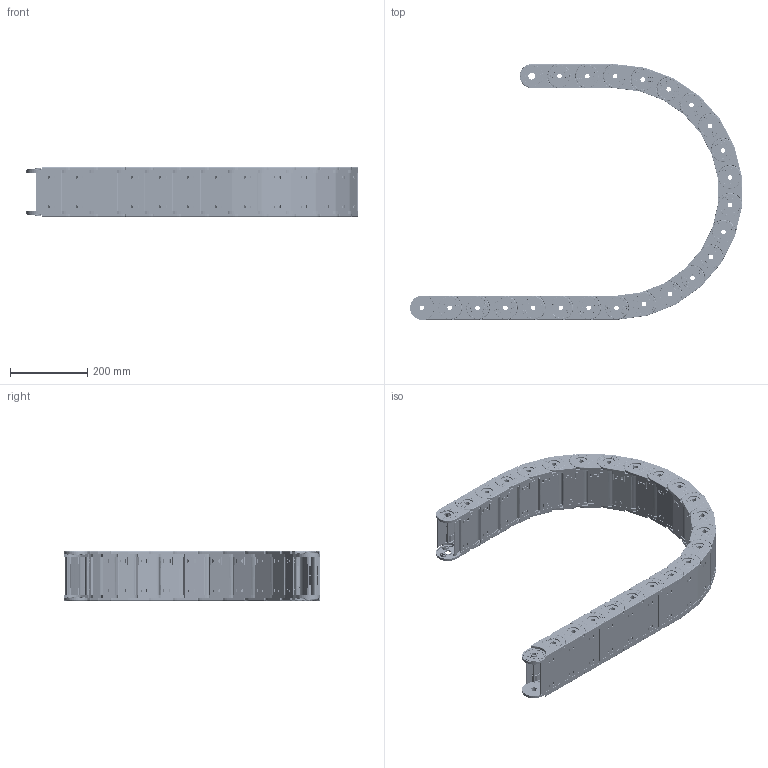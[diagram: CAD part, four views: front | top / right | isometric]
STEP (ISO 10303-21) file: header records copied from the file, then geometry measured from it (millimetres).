
FILE_DESCRIPTION (( 'STEP AP214' ), '1' );
FILE_NAME ('CK40-K100-R300.STEP', '2019-09-06T14:52:12', ( '' ), ( '' ), 'SwSTEP 2.0', 'SolidWorks 2017', '' );
FILE_SCHEMA (( 'AUTOMOTIVE_DESIGN' ));
Length unit declared in the file: millimetre
Products named in the file (2): CK40-K100 -AYAK; CK40-K100-R300
Assembly tree (23 placements, depth 2):
  CK40-K100-R300
    CK40-K100 -AYAK  x23
Bounding box: 860.05 x 662 x 128.4 mm (x, y, z)
Volume: 3713237.1 mm3; surface area: 2424530.8 mm2
Topology: 115 solids, 253 shells, 20148 faces, 52486 edges, 34569 vertices
Faces by surface type: plane 8809, cylinder 7130, bspline 2185, torus 1932, sphere 92
Entity records: 32914 total; most frequent: CARTESIAN_POINT 11016, ORIENTED_EDGE 4560, DIRECTION 4504, EDGE_CURVE 2280, AXIS2_PLACEMENT_3D 1629, VERTEX_POINT 1503, LINE 1246, VECTOR 1246
